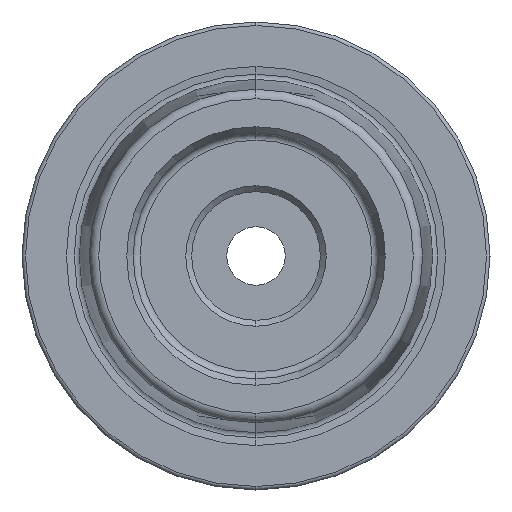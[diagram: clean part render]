
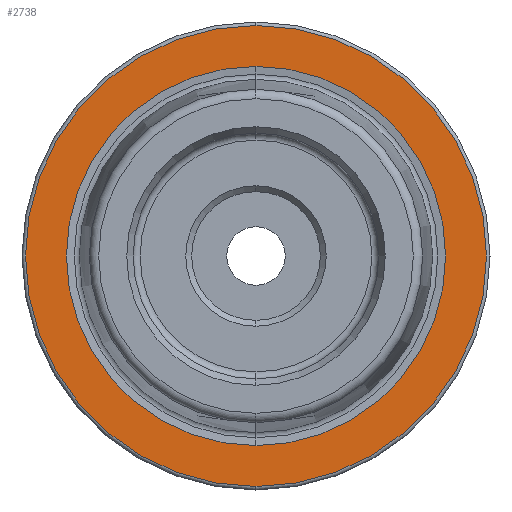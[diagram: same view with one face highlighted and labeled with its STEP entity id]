
A CAD part, left-side view. The second image highlights one B-rep face of the part: STEP entity #2738.
In plain terms, the highlighted planar face has unit normal (-1, 0, 0).
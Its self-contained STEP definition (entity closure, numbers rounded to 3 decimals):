
#850 = EDGE_LOOP ( 'NONE', ( #3590, #3591 ) ) ;
#858 = EDGE_LOOP ( 'NONE', ( #3588, #3589 ) ) ;
#920 = VERTEX_POINT ( 'NONE', #1714 ) ;
#932 = VERTEX_POINT ( 'NONE', #1726 ) ;
#937 = VERTEX_POINT ( 'NONE', #1731 ) ;
#962 = VERTEX_POINT ( 'NONE', #1756 ) ;
#1135 = EDGE_CURVE ( 'NONE', #920, #962, #1429, .T. ) ;
#1136 = EDGE_CURVE ( 'NONE', #937, #932, #1435, .T. ) ;
#1429 = CIRCLE ( 'NONE', #1469, 19.7 ) ;
#1435 = CIRCLE ( 'NONE', #1470, 16.207 ) ;
#1469 = AXIS2_PLACEMENT_3D ( 'NONE', #1871, #1872, #1873 ) ;
#1470 = AXIS2_PLACEMENT_3D ( 'NONE', #1874, #1875, #1876 ) ;
#1510 = AXIS2_PLACEMENT_3D ( 'NONE', #1967, #1959, #1971 ) ;
#1714 = CARTESIAN_POINT ( 'NONE',  ( 0., 0., -19.7 ) ) ;
#1726 = CARTESIAN_POINT ( 'NONE',  ( 0., 0., -16.207 ) ) ;
#1731 = CARTESIAN_POINT ( 'NONE',  ( 0., 0., 16.207 ) ) ;
#1756 = CARTESIAN_POINT ( 'NONE',  ( 0., 0., 19.7 ) ) ;
#1871 = CARTESIAN_POINT ( 'NONE',  ( 0., 0., 0. ) ) ;
#1872 = DIRECTION ( 'NONE',  ( -1., 0., 0. ) ) ;
#1873 = DIRECTION ( 'NONE',  ( 0., 0., 1. ) ) ;
#1874 = CARTESIAN_POINT ( 'NONE',  ( 0., 0., 0. ) ) ;
#1875 = DIRECTION ( 'NONE',  ( -1., 0., 0. ) ) ;
#1876 = DIRECTION ( 'NONE',  ( 0., 0., 1. ) ) ;
#1959 = DIRECTION ( 'NONE',  ( 1., 0., 0. ) ) ;
#1967 = CARTESIAN_POINT ( 'NONE',  ( 0., 19.7, 0. ) ) ;
#1969 = PLANE ( 'NONE',  #1510 ) ;
#1971 = DIRECTION ( 'NONE',  ( 0., 0., -1. ) ) ;
#2287 = FACE_BOUND ( 'NONE', #858, .T. ) ;
#2288 = FACE_OUTER_BOUND ( 'NONE', #850, .T. ) ;
#2702 = CARTESIAN_POINT ( 'NONE',  ( 0., 0., 0. ) ) ;
#2703 = DIRECTION ( 'NONE',  ( -1., 0., 0. ) ) ;
#2704 = DIRECTION ( 'NONE',  ( 0., 0., 1. ) ) ;
#2707 = CARTESIAN_POINT ( 'NONE',  ( 0., 0., 0. ) ) ;
#2708 = DIRECTION ( 'NONE',  ( -1., 0., 0. ) ) ;
#2709 = DIRECTION ( 'NONE',  ( 0., 0., 1. ) ) ;
#2738 = ADVANCED_FACE ( 'NONE', ( #2287, #2288 ), #1969, .F. ) ;
#3227 = EDGE_CURVE ( 'NONE', #932, #937, #4051, .T. ) ;
#3230 = EDGE_CURVE ( 'NONE', #962, #920, #4055, .T. ) ;
#3588 = ORIENTED_EDGE ( 'NONE', *, *, #1136, .F. ) ;
#3589 = ORIENTED_EDGE ( 'NONE', *, *, #3227, .F. ) ;
#3590 = ORIENTED_EDGE ( 'NONE', *, *, #3230, .T. ) ;
#3591 = ORIENTED_EDGE ( 'NONE', *, *, #1135, .T. ) ;
#4051 = CIRCLE ( 'NONE', #4248, 16.207 ) ;
#4055 = CIRCLE ( 'NONE', #4249, 19.7 ) ;
#4248 = AXIS2_PLACEMENT_3D ( 'NONE', #2702, #2703, #2704 ) ;
#4249 = AXIS2_PLACEMENT_3D ( 'NONE', #2707, #2708, #2709 ) ;
